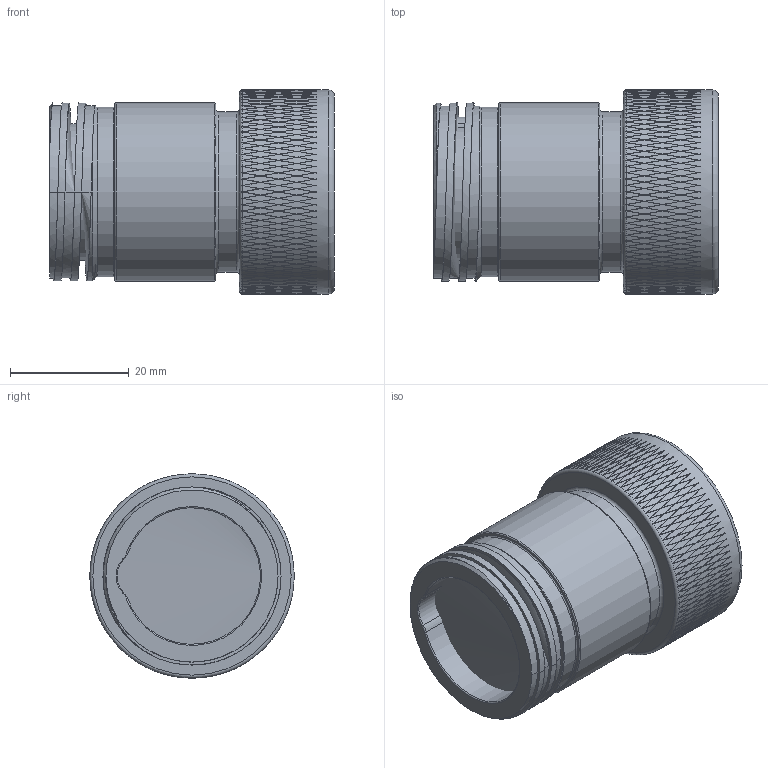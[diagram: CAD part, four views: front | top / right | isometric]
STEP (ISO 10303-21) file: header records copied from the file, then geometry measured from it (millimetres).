
FILE_DESCRIPTION(/* description */ (''),/* implementation_level */ '2;1');
FILE_NAME(/* name */ 'TrustLink MS M Pressure Cap B 19.stp',/* time_stamp */ '2021-03-09T11:34:03+01:00',/* author */ ('sh'),/* organization */ (''),/* preprocessor_version */ 'ST-DEVELOPER v17.2',/* originating_system */ 'Autodesk Inventor 2019',/* authorisation */ '');
FILE_SCHEMA (('AUTOMOTIVE_DESIGN { 1 0 10303 214 3 1 1 }'));
Length unit declared in the file: millimetre
Products named in the file (1): TrustLink MS M Pressure Cap B 19
Bounding box: 48 x 34.4 x 34.4 mm (x, y, z)
Volume: 26994.9 mm3; surface area: 12330.7 mm2
Topology: 1 solids, 4 shells, 3152 faces, 8470 edges, 5667 vertices
Faces by surface type: bspline 2402, cylinder 471, plane 256, torus 20, cone 3
Full cylindrical faces by diameter (mm): 1.2 x19, 2.5 x19, 19 x4, 19.2 x1, 21.2 x2, 23 x2, 25.2 x4, 27 x1, 28.5 x1, 29 x3, 30 x3, 34.38 x1, 34.4 x1
Entity records: 142035 total; most frequent: CARTESIAN_POINT 80418, ORIENTED_EDGE 16940, EDGE_CURVE 8470, B_SPLINE_CURVE_WITH_KNOTS 7224, VERTEX_POINT 5667, DIRECTION 3520, EDGE_LOOP 3502, FACE_OUTER_BOUND 3152
